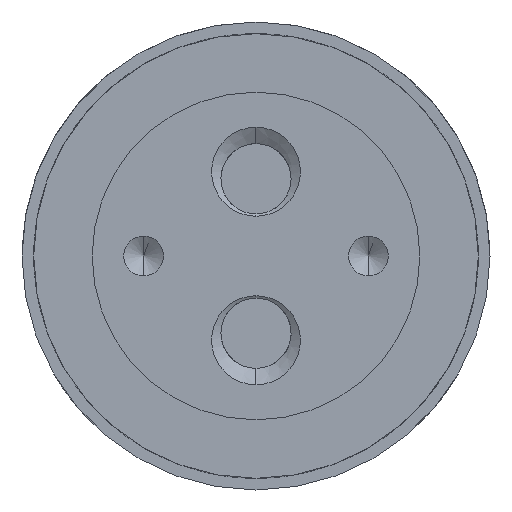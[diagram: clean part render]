
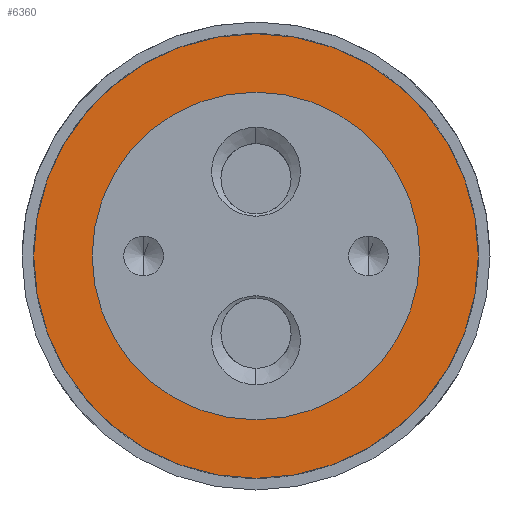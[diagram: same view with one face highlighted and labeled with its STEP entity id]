
A CAD part, left-side view. The second image highlights one B-rep face of the part: STEP entity #6360.
In plain terms, the highlighted planar face has unit normal (-1, 0, 0).
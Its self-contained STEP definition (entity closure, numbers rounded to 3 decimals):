
#256 = ORIENTED_EDGE ( 'NONE', *, *, #8702, .F. ) ;
#1790 = CIRCLE ( 'NONE', #11422, 47.5 ) ;
#1931 = CARTESIAN_POINT ( 'NONE',  ( 3., 0., 35. ) ) ;
#2169 = CARTESIAN_POINT ( 'NONE',  ( 3., 0., -35. ) ) ;
#2329 = CARTESIAN_POINT ( 'NONE',  ( 3., 0., 0. ) ) ;
#3387 = DIRECTION ( 'NONE',  ( 1., 0., 0. ) ) ;
#4120 = EDGE_CURVE ( 'NONE', #9413, #4615, #1790, .T. ) ;
#4451 = DIRECTION ( 'NONE',  ( 1., 0., 0. ) ) ;
#4605 = CARTESIAN_POINT ( 'NONE',  ( 3., 0., 0. ) ) ;
#4615 = VERTEX_POINT ( 'NONE', #7342 ) ;
#4732 = EDGE_LOOP ( 'NONE', ( #256, #4943 ) ) ;
#4943 = ORIENTED_EDGE ( 'NONE', *, *, #4120, .F. ) ;
#5660 = DIRECTION ( 'NONE',  ( 0., 0., -1. ) ) ;
#5752 = CARTESIAN_POINT ( 'NONE',  ( 3., 0., 0. ) ) ;
#6097 = FACE_BOUND ( 'NONE', #8891, .T. ) ;
#6263 = CARTESIAN_POINT ( 'NONE',  ( 3., 0., 0. ) ) ;
#6360 = ADVANCED_FACE ( 'NONE', ( #6417, #6097 ), #6508, .F. ) ;
#6417 = FACE_OUTER_BOUND ( 'NONE', #4732, .T. ) ;
#6508 = PLANE ( 'NONE',  #12706 ) ;
#6782 = DIRECTION ( 'NONE',  ( 0., 0., -1. ) ) ;
#7335 = DIRECTION ( 'NONE',  ( 0., 0., -1. ) ) ;
#7342 = CARTESIAN_POINT ( 'NONE',  ( 3., 0., 47.5 ) ) ;
#7728 = EDGE_CURVE ( 'NONE', #11958, #11544, #9351, .T. ) ;
#7932 = CARTESIAN_POINT ( 'NONE',  ( 3., 0., -47.5 ) ) ;
#8702 = EDGE_CURVE ( 'NONE', #4615, #9413, #13387, .T. ) ;
#8891 = EDGE_LOOP ( 'NONE', ( #10324, #12832 ) ) ;
#9351 = CIRCLE ( 'NONE', #9394, 35. ) ;
#9394 = AXIS2_PLACEMENT_3D ( 'NONE', #5752, #13202, #6782 ) ;
#9413 = VERTEX_POINT ( 'NONE', #7932 ) ;
#9713 = CARTESIAN_POINT ( 'NONE',  ( 3., 0., 0. ) ) ;
#9939 = AXIS2_PLACEMENT_3D ( 'NONE', #9713, #3387, #10816 ) ;
#10324 = ORIENTED_EDGE ( 'NONE', *, *, #12041, .T. ) ;
#10736 = CIRCLE ( 'NONE', #9939, 35. ) ;
#10816 = DIRECTION ( 'NONE',  ( 0., 0., -1. ) ) ;
#11422 = AXIS2_PLACEMENT_3D ( 'NONE', #4605, #12018, #5660 ) ;
#11544 = VERTEX_POINT ( 'NONE', #1931 ) ;
#11864 = DIRECTION ( 'NONE',  ( 0., 0., -1. ) ) ;
#11958 = VERTEX_POINT ( 'NONE', #2169 ) ;
#12018 = DIRECTION ( 'NONE',  ( 1., 0., 0. ) ) ;
#12041 = EDGE_CURVE ( 'NONE', #11544, #11958, #10736, .T. ) ;
#12706 = AXIS2_PLACEMENT_3D ( 'NONE', #2329, #4451, #11864 ) ;
#12832 = ORIENTED_EDGE ( 'NONE', *, *, #7728, .T. ) ;
#13077 = AXIS2_PLACEMENT_3D ( 'NONE', #6263, #13748, #7335 ) ;
#13202 = DIRECTION ( 'NONE',  ( 1., 0., 0. ) ) ;
#13387 = CIRCLE ( 'NONE', #13077, 47.5 ) ;
#13748 = DIRECTION ( 'NONE',  ( 1., 0., 0. ) ) ;
